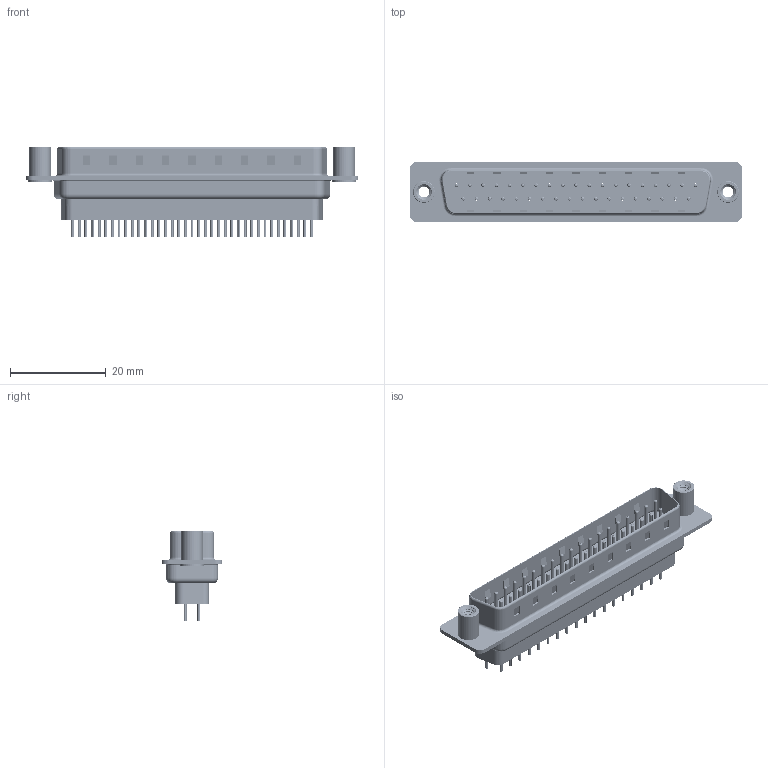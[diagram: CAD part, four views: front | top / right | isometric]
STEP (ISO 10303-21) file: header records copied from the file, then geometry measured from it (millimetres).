
FILE_DESCRIPTION (( 'STEP AP203' ), '1' );
FILE_NAME ('627-037-228-048.STEP', '2020-07-21T17:26:19', ( '' ), ( '' ), 'SwSTEP 2.0', 'SolidWorks 2020', '' );
FILE_SCHEMA (( 'CONFIG_CONTROL_DESIGN' ));
Length unit declared in the file: millimetre
Products named in the file (7): 627 4-40 Threaded Standoff; 627-037-228-048; 627 Shell Rear_37 Contacts; 627 Shell Front_37 Contacts; 627 Contact Row 2_28L; 627 Housing_37 FF; 627 Contact Row 1_28L
Assembly tree (42 placements, depth 2):
  627-037-228-048
    627 Housing_37 FF
    627 Shell Front_37 Contacts
    627 Shell Rear_37 Contacts
    627 Contact Row 1_28L  x19
    627 Contact Row 2_28L  x18
    627 4-40 Threaded Standoff  x2
Bounding box: 69.3 x 12.6 x 18.8 mm (x, y, z)
Volume: 4619.6 mm3; surface area: 12490.3 mm2
Topology: 43 solids, 43 shells, 4157 faces, 10907 edges, 6775 vertices
Faces by surface type: cylinder 1617, plane 1099, torus 1049, cone 386, bspline 6
Entity records: 33263 total; most frequent: CARTESIAN_POINT 7313, DIRECTION 5419, ORIENTED_EDGE 4814, EDGE_CURVE 2407, AXIS2_PLACEMENT_3D 2148, VERTEX_POINT 1548, EDGE_LOOP 1239, CIRCLE 1149
